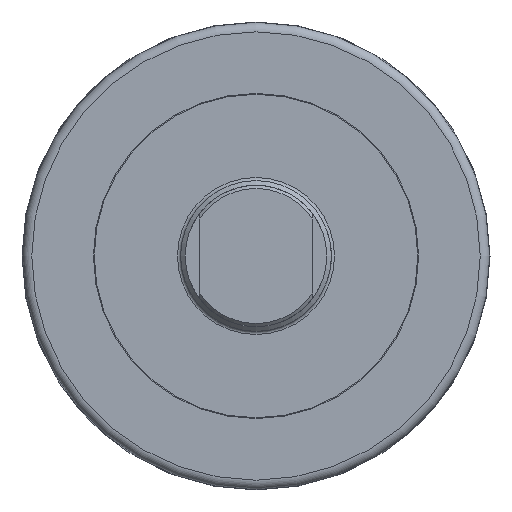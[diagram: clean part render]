
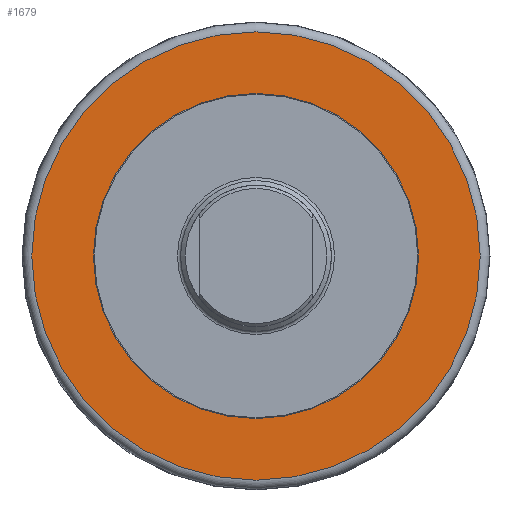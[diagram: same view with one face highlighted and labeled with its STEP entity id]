
A CAD part, left-side view. The second image highlights one B-rep face of the part: STEP entity #1679.
In plain terms, the highlighted planar face has unit normal (-1, 0, 0).
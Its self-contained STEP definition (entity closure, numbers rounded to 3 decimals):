
#209=FACE_BOUND('',#528,.T.);
#260=CIRCLE('',#1830,71.373);
#261=CIRCLE('',#1831,71.373);
#262=CIRCLE('',#1832,51.75);
#263=CIRCLE('',#1833,51.75);
#372=PLANE('',#1829);
#432=FACE_OUTER_BOUND('',#527,.T.);
#527=EDGE_LOOP('',(#1163,#1164));
#528=EDGE_LOOP('',(#1165,#1166));
#681=VERTEX_POINT('',#2815);
#682=VERTEX_POINT('',#2816);
#683=VERTEX_POINT('',#2819);
#684=VERTEX_POINT('',#2820);
#862=EDGE_CURVE('',#681,#682,#260,.T.);
#863=EDGE_CURVE('',#682,#681,#261,.T.);
#864=EDGE_CURVE('',#683,#684,#262,.T.);
#865=EDGE_CURVE('',#684,#683,#263,.T.);
#1163=ORIENTED_EDGE('',*,*,#862,.F.);
#1164=ORIENTED_EDGE('',*,*,#863,.F.);
#1165=ORIENTED_EDGE('',*,*,#864,.T.);
#1166=ORIENTED_EDGE('',*,*,#865,.T.);
#1679=ADVANCED_FACE('',(#432,#209),#372,.T.);
#1829=AXIS2_PLACEMENT_3D('',#2814,#2147,#2148);
#1830=AXIS2_PLACEMENT_3D('',#2817,#2149,#2150);
#1831=AXIS2_PLACEMENT_3D('',#2818,#2151,#2152);
#1832=AXIS2_PLACEMENT_3D('',#2821,#2153,#2154);
#1833=AXIS2_PLACEMENT_3D('',#2822,#2155,#2156);
#2147=DIRECTION('center_axis',(-1.,0.,0.));
#2148=DIRECTION('ref_axis',(0.,0.,-1.));
#2149=DIRECTION('center_axis',(1.,0.,0.));
#2150=DIRECTION('ref_axis',(0.,1.,0.));
#2151=DIRECTION('center_axis',(1.,0.,0.));
#2152=DIRECTION('ref_axis',(0.,1.,0.));
#2153=DIRECTION('center_axis',(1.,0.,0.));
#2154=DIRECTION('ref_axis',(0.,1.,0.));
#2155=DIRECTION('center_axis',(1.,0.,0.));
#2156=DIRECTION('ref_axis',(0.,1.,0.));
#2814=CARTESIAN_POINT('Origin',(108.8,-65.416,0.));
#2815=CARTESIAN_POINT('',(108.8,-71.373,0.));
#2816=CARTESIAN_POINT('',(108.8,0.,-71.373));
#2817=CARTESIAN_POINT('Origin',(108.8,0.,0.));
#2818=CARTESIAN_POINT('Origin',(108.8,0.,0.));
#2819=CARTESIAN_POINT('',(108.8,51.75,0.));
#2820=CARTESIAN_POINT('',(108.8,-51.75,0.));
#2821=CARTESIAN_POINT('Origin',(108.8,0.,0.));
#2822=CARTESIAN_POINT('Origin',(108.8,0.,0.));
